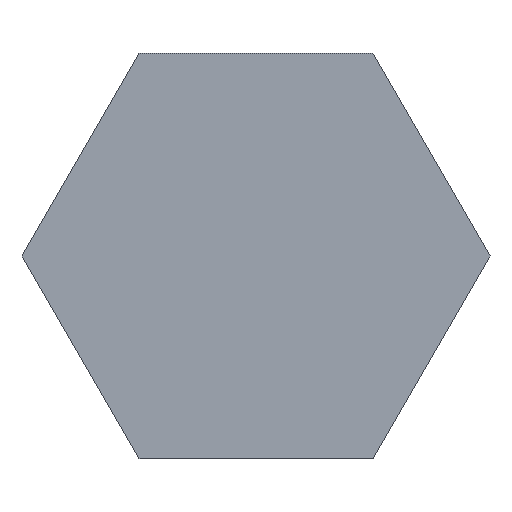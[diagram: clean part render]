
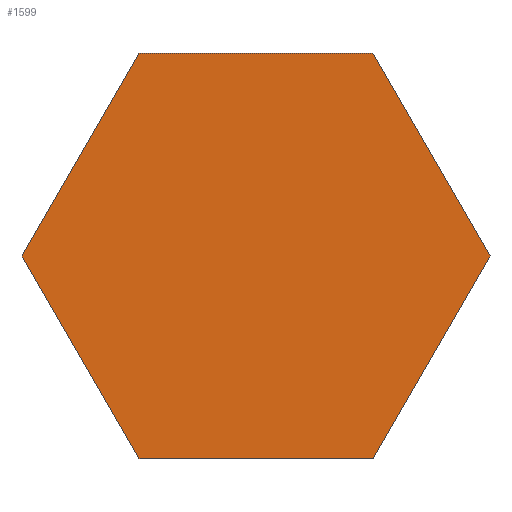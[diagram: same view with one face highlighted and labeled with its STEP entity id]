
A CAD part, front view. The second image highlights one B-rep face of the part: STEP entity #1599.
In plain terms, the highlighted planar face has unit normal (0, -1, 0).
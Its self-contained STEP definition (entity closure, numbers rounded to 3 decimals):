
#19 = EDGE_CURVE ( 'NONE', #248, #573, #269, .T. ) ;
#70 = VECTOR ( 'NONE', #928, 1000. ) ;
#97 = CARTESIAN_POINT ( 'NONE',  ( 336.881, 78.748, -3.437 ) ) ;
#194 = LINE ( 'NONE', #334, #2978 ) ;
#248 = VERTEX_POINT ( 'NONE', #440 ) ;
#250 = FACE_OUTER_BOUND ( 'NONE', #254, .T. ) ;
#254 = EDGE_LOOP ( 'NONE', ( #3200, #516, #280, #3028, #1025, #3347 ) ) ;
#269 = LINE ( 'NONE', #1024, #1634 ) ;
#280 = ORIENTED_EDGE ( 'NONE', *, *, #3321, .T. ) ;
#286 = DIRECTION ( 'NONE',  ( 0.866, 0., -0.5 ) ) ;
#334 = CARTESIAN_POINT ( 'NONE',  ( 336.881, 78.748, 1.643 ) ) ;
#346 = EDGE_CURVE ( 'NONE', #573, #2476, #800, .T. ) ;
#387 = CARTESIAN_POINT ( 'NONE',  ( 336.881, 78.748, -3.437 ) ) ;
#396 = CARTESIAN_POINT ( 'NONE',  ( 336.881, 78.748, 1.643 ) ) ;
#440 = CARTESIAN_POINT ( 'NONE',  ( 334.682, 78.748, -2.167 ) ) ;
#516 = ORIENTED_EDGE ( 'NONE', *, *, #2628, .T. ) ;
#518 = DIRECTION ( 'NONE',  ( 0., 0., -1. ) ) ;
#559 = VECTOR ( 'NONE', #3396, 1000. ) ;
#573 = VERTEX_POINT ( 'NONE', #97 ) ;
#689 = VERTEX_POINT ( 'NONE', #3082 ) ;
#708 = EDGE_CURVE ( 'NONE', #689, #248, #3301, .T. ) ;
#800 = LINE ( 'NONE', #387, #70 ) ;
#928 = DIRECTION ( 'NONE',  ( 0.866, 0., 0.5 ) ) ;
#968 = VERTEX_POINT ( 'NONE', #3047 ) ;
#1024 = CARTESIAN_POINT ( 'NONE',  ( 334.682, 78.748, -2.167 ) ) ;
#1025 = ORIENTED_EDGE ( 'NONE', *, *, #708, .T. ) ;
#1105 = LINE ( 'NONE', #1242, #559 ) ;
#1208 = DIRECTION ( 'NONE',  ( 0., 0., -1. ) ) ;
#1242 = CARTESIAN_POINT ( 'NONE',  ( 339.081, 78.748, 0.373 ) ) ;
#1282 = EDGE_CURVE ( 'NONE', #1981, #689, #194, .T. ) ;
#1313 = PLANE ( 'NONE',  #2188 ) ;
#1536 = VECTOR ( 'NONE', #1756, 1000. ) ;
#1599 = ADVANCED_FACE ( 'NONE', ( #250 ), #1313, .T. ) ;
#1634 = VECTOR ( 'NONE', #286, 1000. ) ;
#1756 = DIRECTION ( 'NONE',  ( 0., 0., 1. ) ) ;
#1869 = VECTOR ( 'NONE', #1208, 1000. ) ;
#1894 = LINE ( 'NONE', #3374, #1536 ) ;
#1934 = CARTESIAN_POINT ( 'NONE',  ( 339.081, 78.748, -2.167 ) ) ;
#1957 = DIRECTION ( 'NONE',  ( -0.866, 0., -0.5 ) ) ;
#1981 = VERTEX_POINT ( 'NONE', #396 ) ;
#2128 = DIRECTION ( 'NONE',  ( 0., -1., 0. ) ) ;
#2188 = AXIS2_PLACEMENT_3D ( 'NONE', #3453, #2128, #518 ) ;
#2476 = VERTEX_POINT ( 'NONE', #1934 ) ;
#2561 = CARTESIAN_POINT ( 'NONE',  ( 334.682, 78.748, 0.373 ) ) ;
#2628 = EDGE_CURVE ( 'NONE', #2476, #968, #1894, .T. ) ;
#2978 = VECTOR ( 'NONE', #1957, 1000. ) ;
#3028 = ORIENTED_EDGE ( 'NONE', *, *, #1282, .T. ) ;
#3047 = CARTESIAN_POINT ( 'NONE',  ( 339.081, 78.748, 0.373 ) ) ;
#3082 = CARTESIAN_POINT ( 'NONE',  ( 334.682, 78.748, 0.373 ) ) ;
#3200 = ORIENTED_EDGE ( 'NONE', *, *, #346, .T. ) ;
#3301 = LINE ( 'NONE', #2561, #1869 ) ;
#3321 = EDGE_CURVE ( 'NONE', #968, #1981, #1105, .T. ) ;
#3347 = ORIENTED_EDGE ( 'NONE', *, *, #19, .T. ) ;
#3374 = CARTESIAN_POINT ( 'NONE',  ( 339.081, 78.748, -2.167 ) ) ;
#3396 = DIRECTION ( 'NONE',  ( -0.866, 0., 0.5 ) ) ;
#3453 = CARTESIAN_POINT ( 'NONE',  ( 339.081, 78.748, -2.167 ) ) ;
